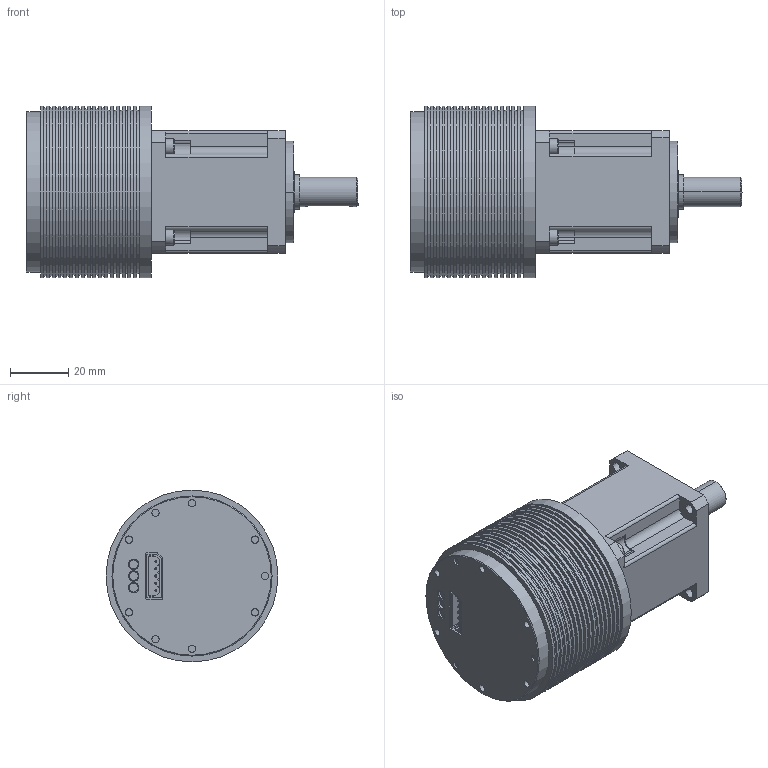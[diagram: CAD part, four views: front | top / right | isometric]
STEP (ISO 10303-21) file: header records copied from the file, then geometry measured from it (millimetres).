
FILE_DESCRIPTION (( 'STEP AP214' ), '1' );
FILE_NAME ('BA59PB42(2ST).STEP', '2024-01-19T00:26:26', ( '821079794744' ), ( '' ), 'SwSTEP 2.0', 'SolidWorks 2018', '' );
FILE_SCHEMA (( 'AUTOMOTIVE_DESIGN' ));
Length unit declared in the file: millimetre
Products named in the file (1): BA59PB42(2ST)
Bounding box: 114 x 59 x 59 mm (x, y, z)
Volume: 186802.4 mm3; surface area: 36434.9 mm2
Topology: 2 solids, 22 shells, 668 faces, 1487 edges, 948 vertices
Faces by surface type: plane 322, cylinder 219, cone 96, torus 20, bspline 11
Full cylindrical faces by diameter (mm): 0.7 x5, 2.5 x13, 3 x7, 5.5 x4, 6 x4, 7 x3, 46 x1, 55 x1, 56 x7, 57.1 x5, 58 x6, 59 x18
Entity records: 25301 total; most frequent: CARTESIAN_POINT 3914, DIRECTION 3121, ORIENTED_EDGE 2656, EDGE_CURVE 1328, AXIS2_PLACEMENT_3D 1246, VERTEX_POINT 895, EDGE_LOOP 887, FACE_OUTER_BOUND 746
